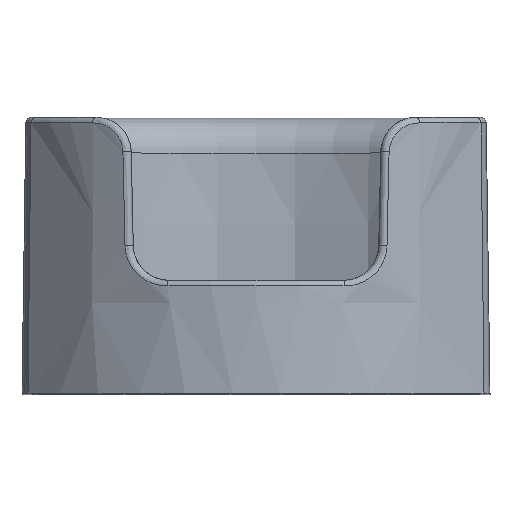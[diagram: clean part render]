
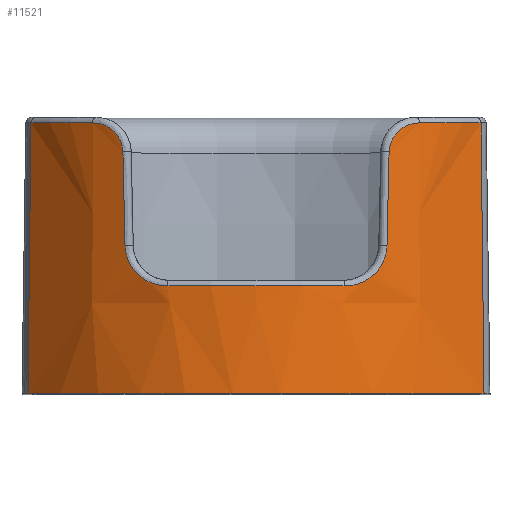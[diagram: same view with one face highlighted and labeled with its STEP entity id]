
A CAD part, top view. The second image highlights one B-rep face of the part: STEP entity #11521.
In plain terms, the highlighted conical face has half-angle 0.8 degrees and reference radius 40.483 mm.
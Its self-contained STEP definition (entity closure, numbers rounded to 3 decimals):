
#1850=CARTESIAN_POINT('',(0.,0.,0.));
#1851=DIRECTION('',(0.,1.,0.));
#1852=DIRECTION('',(-0.789,0.,0.614));
#1853=AXIS2_PLACEMENT_3D('',#1850,#1851,#1852);
#2514=CARTESIAN_POINT('',(0.,38.211,0.));
#2515=DIRECTION('',(0.,-1.,0.));
#2516=DIRECTION('',(0.789,0.,0.614));
#2517=AXIS2_PLACEMENT_3D('',#2514,#2515,#2516);
#2522=DIRECTION('',(0.011,-1.,0.009));
#2523=VECTOR('',#2522,38.215);
#2524=CARTESIAN_POINT('',(31.735,38.211,24.703));
#2525=LINE('',#2524,#2523);
#2529=DIRECTION('',(-0.011,-1.,0.009));
#2530=VECTOR('',#2529,38.215);
#2531=CARTESIAN_POINT('',(-31.735,38.211,24.703));
#2532=LINE('',#2531,#2530);
#2536=CARTESIAN_POINT('',(0.,38.211,0.));
#2537=DIRECTION('',(0.,-1.,0.));
#2538=DIRECTION('',(-0.573,0.,0.819));
#2539=AXIS2_PLACEMENT_3D('',#2536,#2537,#2538);
#2544=CARTESIAN_POINT('',(-18.766,34.102,35.634));
#2545=CARTESIAN_POINT('',(-18.772,34.359,35.627));
#2546=CARTESIAN_POINT('',(-18.83,34.865,35.589));
#2547=CARTESIAN_POINT('',(-19.064,35.617,35.453));
#2548=CARTESIAN_POINT('',(-19.438,36.315,35.239));
#2549=CARTESIAN_POINT('',(-19.946,36.944,34.944));
#2550=CARTESIAN_POINT('',(-20.58,37.476,34.567));
#2551=CARTESIAN_POINT('',(-21.324,37.886,34.107));
#2552=CARTESIAN_POINT('',(-22.162,38.15,33.566));
#2553=CARTESIAN_POINT('',(-22.748,38.211,33.166));
#2554=CARTESIAN_POINT('',(-23.051,38.211,32.955));
#2559=CARTESIAN_POINT('',(-18.471,20.885,35.996));
#2560=CARTESIAN_POINT('',(-18.504,22.352,35.956));
#2561=CARTESIAN_POINT('',(-18.57,25.287,35.876));
#2562=CARTESIAN_POINT('',(-18.668,29.693,35.756));
#2563=CARTESIAN_POINT('',(-18.733,32.632,35.675));
#2564=CARTESIAN_POINT('',(-18.766,34.102,35.634));
#2569=CARTESIAN_POINT('',(-12.555,15.211,38.544));
#2570=CARTESIAN_POINT('',(-12.96,15.211,38.413));
#2571=CARTESIAN_POINT('',(-13.751,15.29,38.14));
#2572=CARTESIAN_POINT('',(-14.914,15.647,37.694));
#2573=CARTESIAN_POINT('',(-15.968,16.225,37.25));
#2574=CARTESIAN_POINT('',(-16.869,16.986,36.837));
#2575=CARTESIAN_POINT('',(-17.578,17.88,36.489));
#2576=CARTESIAN_POINT('',(-18.083,18.851,36.225));
#2577=CARTESIAN_POINT('',(-18.389,19.868,36.054));
#2578=CARTESIAN_POINT('',(-18.464,20.545,36.005));
#2579=CARTESIAN_POINT('',(-18.471,20.885,35.996));
#2584=CARTESIAN_POINT('',(0.,15.211,0.));
#2585=DIRECTION('',(0.,-1.,0.));
#2586=DIRECTION('',(0.31,0.,0.951));
#2587=AXIS2_PLACEMENT_3D('',#2584,#2585,#2586);
#2592=CARTESIAN_POINT('',(18.471,20.885,35.996));
#2593=CARTESIAN_POINT('',(18.464,20.545,36.005));
#2594=CARTESIAN_POINT('',(18.389,19.869,36.054));
#2595=CARTESIAN_POINT('',(18.084,18.852,36.225));
#2596=CARTESIAN_POINT('',(17.579,17.88,36.488));
#2597=CARTESIAN_POINT('',(16.87,16.987,36.837));
#2598=CARTESIAN_POINT('',(15.968,16.225,37.25));
#2599=CARTESIAN_POINT('',(14.914,15.648,37.694));
#2600=CARTESIAN_POINT('',(13.752,15.29,38.139));
#2601=CARTESIAN_POINT('',(12.96,15.211,38.412));
#2602=CARTESIAN_POINT('',(12.555,15.211,38.544));
#2607=CARTESIAN_POINT('',(18.766,34.102,35.634));
#2608=CARTESIAN_POINT('',(18.733,32.632,35.675));
#2609=CARTESIAN_POINT('',(18.668,29.693,35.756));
#2610=CARTESIAN_POINT('',(18.57,25.287,35.876));
#2611=CARTESIAN_POINT('',(18.504,22.352,35.956));
#2612=CARTESIAN_POINT('',(18.471,20.885,35.996));
#2617=CARTESIAN_POINT('',(23.051,38.211,32.955));
#2618=CARTESIAN_POINT('',(22.748,38.211,33.166));
#2619=CARTESIAN_POINT('',(22.162,38.15,33.566));
#2620=CARTESIAN_POINT('',(21.324,37.886,34.107));
#2621=CARTESIAN_POINT('',(20.58,37.476,34.567));
#2622=CARTESIAN_POINT('',(19.946,36.944,34.944));
#2623=CARTESIAN_POINT('',(19.438,36.315,35.239));
#2624=CARTESIAN_POINT('',(19.064,35.616,35.453));
#2625=CARTESIAN_POINT('',(18.83,34.866,35.589));
#2626=CARTESIAN_POINT('',(18.772,34.359,35.627));
#2627=CARTESIAN_POINT('',(18.766,34.102,35.634));
#8300=CARTESIAN_POINT('',(-32.156,0.,25.03));
#8302=VERTEX_POINT('',#8300);
#8305=CARTESIAN_POINT('',(32.156,0.,25.03));
#8307=VERTEX_POINT('',#8305);
#8406=CARTESIAN_POINT('',(31.735,38.211,24.703));
#8407=VERTEX_POINT('',#8406);
#8410=CARTESIAN_POINT('',(23.051,38.211,32.955));
#8411=VERTEX_POINT('',#8410);
#8414=VERTEX_POINT('',#2627);
#8416=VERTEX_POINT('',#2612);
#8418=VERTEX_POINT('',#2602);
#8420=CARTESIAN_POINT('',(-12.555,15.211,38.544));
#8421=VERTEX_POINT('',#8420);
#8424=VERTEX_POINT('',#2579);
#8426=VERTEX_POINT('',#2564);
#8428=VERTEX_POINT('',#2554);
#8430=CARTESIAN_POINT('',(-31.735,38.211,24.703));
#8431=VERTEX_POINT('',#8430);
#11493=CARTESIAN_POINT('',(0.,19.106,0.));
#11494=DIRECTION('',(0.,-1.,0.));
#11495=DIRECTION('',(-1.,0.,0.));
#11496=AXIS2_PLACEMENT_3D('',#11493,#11494,#11495);
#11497=CONICAL_SURFACE('',#11496,40.483,0.8);
#11499=ORIENTED_EDGE('',*,*,#11498,.F.);
#11500=ORIENTED_EDGE('',*,*,#10470,.T.);
#11501=ORIENTED_EDGE('',*,*,#10490,.F.);
#11503=ORIENTED_EDGE('',*,*,#11502,.F.);
#11505=ORIENTED_EDGE('',*,*,#11504,.F.);
#11506=ORIENTED_EDGE('',*,*,#11483,.F.);
#11508=ORIENTED_EDGE('',*,*,#11507,.F.);
#11510=ORIENTED_EDGE('',*,*,#11509,.F.);
#11512=ORIENTED_EDGE('',*,*,#11511,.F.);
#11514=ORIENTED_EDGE('',*,*,#11513,.F.);
#11516=ORIENTED_EDGE('',*,*,#11515,.F.);
#11518=ORIENTED_EDGE('',*,*,#11517,.F.);
#11519=EDGE_LOOP('',(#11499,#11500,#11501,#11503,#11505,#11506,#11508,#11510,
#11512,#11514,#11516,#11518));
#11520=FACE_OUTER_BOUND('',#11519,.F.);
#1854=CIRCLE('',#1853,40.75);
#2518=CIRCLE('',#2517,40.216);
#2540=CIRCLE('',#2539,40.216);
#2555=B_SPLINE_CURVE_WITH_KNOTS('',3,(#2544,#2545,#2546,#2547,#2548,#2549,#2550,
#2551,#2552,#2553,#2554),.UNSPECIFIED.,.F.,.F.,(4,1,1,1,1,1,1,1,4),(0.,
0.125,0.25,0.375,0.5,0.625,0.75,0.875,1.),.UNSPECIFIED.);
#2565=B_SPLINE_CURVE_WITH_KNOTS('',3,(#2559,#2560,#2561,#2562,#2563,#2564),
.UNSPECIFIED.,.F.,.F.,(4,1,1,4),(0.,0.333,0.667,1.),
.UNSPECIFIED.);
#2580=B_SPLINE_CURVE_WITH_KNOTS('',3,(#2569,#2570,#2571,#2572,#2573,#2574,#2575,
#2576,#2577,#2578,#2579),.UNSPECIFIED.,.F.,.F.,(4,1,1,1,1,1,1,1,4),(0.,
0.125,0.25,0.375,0.5,0.625,0.75,0.875,1.),.UNSPECIFIED.);
#2588=CIRCLE('',#2587,40.538);
#2603=B_SPLINE_CURVE_WITH_KNOTS('',3,(#2592,#2593,#2594,#2595,#2596,#2597,#2598,
#2599,#2600,#2601,#2602),.UNSPECIFIED.,.F.,.F.,(4,1,1,1,1,1,1,1,4),(0.,
0.125,0.25,0.375,0.5,0.625,0.75,0.875,1.),.UNSPECIFIED.);
#2613=B_SPLINE_CURVE_WITH_KNOTS('',3,(#2607,#2608,#2609,#2610,#2611,#2612),
.UNSPECIFIED.,.F.,.F.,(4,1,1,4),(0.,0.333,0.667,1.),
.UNSPECIFIED.);
#2628=B_SPLINE_CURVE_WITH_KNOTS('',3,(#2617,#2618,#2619,#2620,#2621,#2622,#2623,
#2624,#2625,#2626,#2627),.UNSPECIFIED.,.F.,.F.,(4,1,1,1,1,1,1,1,4),(0.,
0.125,0.25,0.375,0.5,0.625,0.75,0.875,1.),.UNSPECIFIED.);
#10470=EDGE_CURVE('',#8407,#8307,#2525,.T.);
#10490=EDGE_CURVE('',#8302,#8307,#1854,.T.);
#11483=EDGE_CURVE('',#8426,#8428,#2555,.T.);
#11498=EDGE_CURVE('',#8407,#8411,#2518,.T.);
#11502=EDGE_CURVE('',#8431,#8302,#2532,.T.);
#11504=EDGE_CURVE('',#8428,#8431,#2540,.T.);
#11507=EDGE_CURVE('',#8424,#8426,#2565,.T.);
#11509=EDGE_CURVE('',#8421,#8424,#2580,.T.);
#11511=EDGE_CURVE('',#8418,#8421,#2588,.T.);
#11513=EDGE_CURVE('',#8416,#8418,#2603,.T.);
#11515=EDGE_CURVE('',#8414,#8416,#2613,.T.);
#11517=EDGE_CURVE('',#8411,#8414,#2628,.T.);
#11521=ADVANCED_FACE('',(#11520),#11497,.T.);
